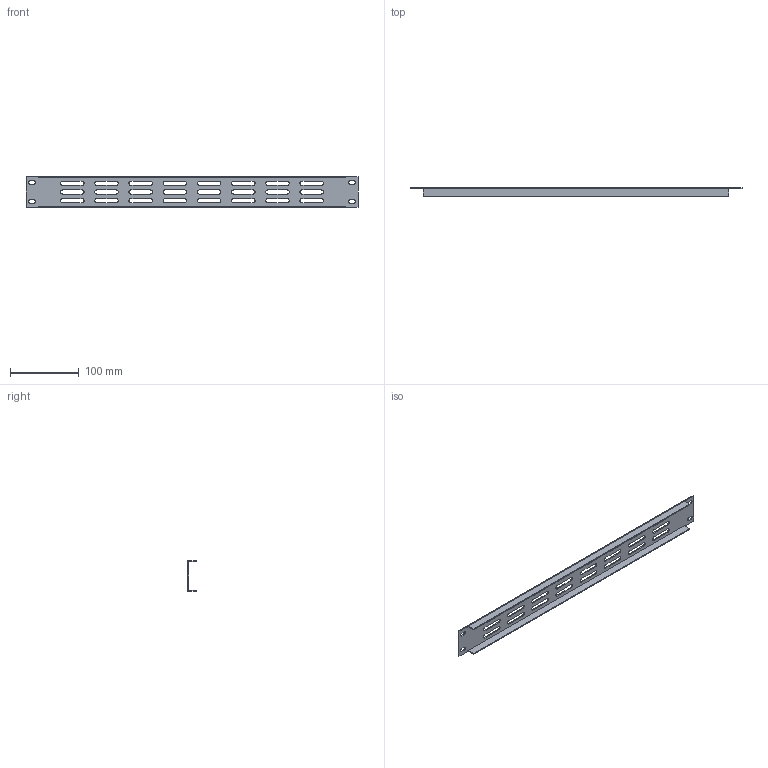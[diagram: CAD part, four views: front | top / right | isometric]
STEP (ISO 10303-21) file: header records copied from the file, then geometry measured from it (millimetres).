
FILE_DESCRIPTION (( 'STEP AP214' ), '1' );
FILE_NAME ('RP00022-1.STEP', '2018-11-27T19:13:56', ( '' ), ( '' ), 'SwSTEP 2.0', 'SolidWorks 2017', '' );
FILE_SCHEMA (( 'AUTOMOTIVE_DESIGN' ));
Length unit declared in the file: inch
Products named in the file (1): RP00022-1
Bounding box: 482 x 12.5 x 45.25 mm (x, y, z)
Volume: 39662.8 mm3; surface area: 57396.9 mm2
Topology: 1 solids, 1 shells, 140 faces, 414 edges, 276 vertices
Faces by surface type: plane 84, cylinder 56
Entity records: 6194 total; most frequent: CARTESIAN_POINT 831, ORIENTED_EDGE 828, DIRECTION 808, EDGE_CURVE 414, LINE 302, VECTOR 302, VERTEX_POINT 276, AXIS2_PLACEMENT_3D 253
